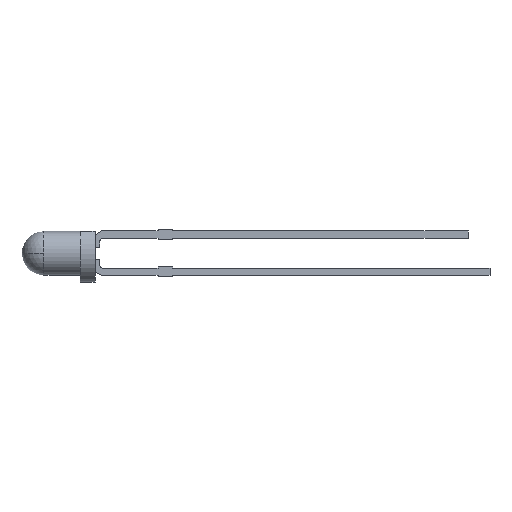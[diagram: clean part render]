
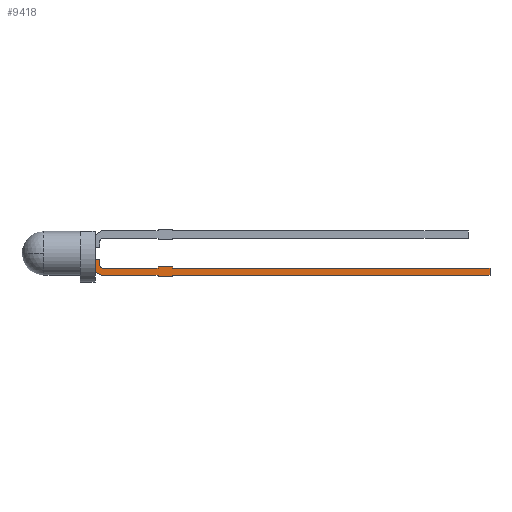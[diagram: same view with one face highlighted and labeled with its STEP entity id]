
A CAD part, left-side view. The second image highlights one B-rep face of the part: STEP entity #9418.
In plain terms, the highlighted planar face has unit normal (-1, 0, 0).
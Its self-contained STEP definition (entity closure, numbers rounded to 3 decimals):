
#2712 = CARTESIAN_POINT ( 'NONE',  ( -0.25, -1.55, -0.77 ) ) ;
#2752 = LINE ( 'NONE', #2753, #6050 ) ;
#2753 = CARTESIAN_POINT ( 'NONE',  ( -0.25, -14.5, -1.02 ) ) ;
#2754 = DIRECTION ( 'NONE',  ( 0., 1., 0. ) ) ;
#2758 = LINE ( 'NONE', #2759, #6052 ) ;
#2759 = CARTESIAN_POINT ( 'NONE',  ( -0.25, -28., -21.293 ) ) ;
#2760 = DIRECTION ( 'NONE',  ( 0., 0., -1. ) ) ;
#2764 = LINE ( 'NONE', #2765, #6054 ) ;
#2765 = CARTESIAN_POINT ( 'NONE',  ( -0.25, -14.5, -1.52 ) ) ;
#2766 = DIRECTION ( 'NONE',  ( 0., -1., 0. ) ) ;
#2776 = LINE ( 'NONE', #2777, #6058 ) ;
#2777 = CARTESIAN_POINT ( 'NONE',  ( -0.25, -5.3, -1.62 ) ) ;
#2778 = DIRECTION ( 'NONE',  ( 0., 0., 1. ) ) ;
#2779 = LINE ( 'NONE', #2780, #6059 ) ;
#2780 = CARTESIAN_POINT ( 'NONE',  ( -0.25, -5.3, -1.62 ) ) ;
#2781 = DIRECTION ( 'NONE',  ( 0., -1., 0. ) ) ;
#2782 = LINE ( 'NONE', #2783, #6060 ) ;
#2783 = CARTESIAN_POINT ( 'NONE',  ( -0.25, -6.3, -1.62 ) ) ;
#2784 = DIRECTION ( 'NONE',  ( 0., 0., 1. ) ) ;
#2785 = LINE ( 'NONE', #2786, #6061 ) ;
#2786 = CARTESIAN_POINT ( 'NONE',  ( -0.25, -6.3, -1.62 ) ) ;
#2787 = DIRECTION ( 'NONE',  ( 0., 0., 1. ) ) ;
#2788 = LINE ( 'NONE', #2789, #6062 ) ;
#2789 = CARTESIAN_POINT ( 'NONE',  ( -0.25, -5.3, -0.92 ) ) ;
#2790 = DIRECTION ( 'NONE',  ( 0., -1., 0. ) ) ;
#2791 = LINE ( 'NONE', #2792, #6064 ) ;
#2792 = CARTESIAN_POINT ( 'NONE',  ( -0.25, -5.3, -1.62 ) ) ;
#2793 = DIRECTION ( 'NONE',  ( 0., 0., 1. ) ) ;
#2794 = LINE ( 'NONE', #2795, #6066 ) ;
#2795 = CARTESIAN_POINT ( 'NONE',  ( -0.25, -14.5, -1.02 ) ) ;
#2796 = DIRECTION ( 'NONE',  ( 0., 1., 0. ) ) ;
#2797 = DIRECTION ( 'NONE',  ( 1., 0., 0. ) ) ;
#2798 = DIRECTION ( 'NONE',  ( 0., 0., -1. ) ) ;
#2800 = LINE ( 'NONE', #2801, #6067 ) ;
#2801 = CARTESIAN_POINT ( 'NONE',  ( -0.25, -1.3, -21.293 ) ) ;
#2802 = DIRECTION ( 'NONE',  ( 0., 0., 1. ) ) ;
#2803 = LINE ( 'NONE', #2804, #6068 ) ;
#2804 = CARTESIAN_POINT ( 'NONE',  ( -0.25, -14.5, -0.42 ) ) ;
#2805 = DIRECTION ( 'NONE',  ( 0., 1., 0. ) ) ;
#2806 = LINE ( 'NONE', #2807, #6069 ) ;
#2807 = CARTESIAN_POINT ( 'NONE',  ( -0.25, -1., -21.293 ) ) ;
#2808 = DIRECTION ( 'NONE',  ( 0., 0., -1. ) ) ;
#2809 = LINE ( 'NONE', #2810, #6070 ) ;
#2810 = CARTESIAN_POINT ( 'NONE',  ( -0.25, -19.795, -12.121 ) ) ;
#2811 = DIRECTION ( 'NONE',  ( 0., -0.866, -0.5 ) ) ;
#4186 = PLANE ( 'NONE',  #4375 ) ;
#4187 = CARTESIAN_POINT ( 'NONE',  ( -0.25, -14.5, -21.293 ) ) ;
#4188 = DIRECTION ( 'NONE',  ( 1., 0., 0. ) ) ;
#4189 = DIRECTION ( 'NONE',  ( 0., 0., -1. ) ) ;
#4358 = FACE_OUTER_BOUND ( 'NONE', #8103, .T. ) ;
#4375 = AXIS2_PLACEMENT_3D ( 'NONE', #4187, #4188, #4189 ) ;
#5780 = CARTESIAN_POINT ( 'NONE',  ( -0.25, -6.3, -1.52 ) ) ;
#5781 = CARTESIAN_POINT ( 'NONE',  ( -0.25, -28., -1.52 ) ) ;
#5786 = CARTESIAN_POINT ( 'NONE',  ( -0.25, -6.3, -1.02 ) ) ;
#5787 = CARTESIAN_POINT ( 'NONE',  ( -0.25, -28., -1.02 ) ) ;
#5788 = CARTESIAN_POINT ( 'NONE',  ( -0.25, -5.3, -1.52 ) ) ;
#5790 = CARTESIAN_POINT ( 'NONE',  ( -0.25, -1.433, -1.52 ) ) ;
#5792 = CARTESIAN_POINT ( 'NONE',  ( -0.25, -5.3, -1.62 ) ) ;
#5793 = CARTESIAN_POINT ( 'NONE',  ( -0.25, -6.3, -1.62 ) ) ;
#5794 = CARTESIAN_POINT ( 'NONE',  ( -0.25, -6.3, -0.92 ) ) ;
#5795 = CARTESIAN_POINT ( 'NONE',  ( -0.25, -5.3, -0.92 ) ) ;
#5796 = CARTESIAN_POINT ( 'NONE',  ( -0.25, -5.3, -1.02 ) ) ;
#5797 = CARTESIAN_POINT ( 'NONE',  ( -0.25, -1.55, -1.02 ) ) ;
#5798 = CARTESIAN_POINT ( 'NONE',  ( -0.25, -1.3, -0.77 ) ) ;
#5799 = CARTESIAN_POINT ( 'NONE',  ( -0.25, -1.3, -0.42 ) ) ;
#5800 = CARTESIAN_POINT ( 'NONE',  ( -0.25, -1., -0.42 ) ) ;
#5801 = CARTESIAN_POINT ( 'NONE',  ( -0.25, -1., -1.27 ) ) ;
#6050 = VECTOR ( 'NONE', #2754, 1000. ) ;
#6052 = VECTOR ( 'NONE', #2760, 1000. ) ;
#6054 = VECTOR ( 'NONE', #2766, 1000. ) ;
#6058 = VECTOR ( 'NONE', #2778, 1000. ) ;
#6059 = VECTOR ( 'NONE', #2781, 1000. ) ;
#6060 = VECTOR ( 'NONE', #2784, 1000. ) ;
#6061 = VECTOR ( 'NONE', #2787, 1000. ) ;
#6062 = VECTOR ( 'NONE', #2790, 1000. ) ;
#6063 = AXIS2_PLACEMENT_3D ( 'NONE', #2712, #2797, #2798 ) ;
#6064 = VECTOR ( 'NONE', #2793, 1000. ) ;
#6066 = VECTOR ( 'NONE', #2796, 1000. ) ;
#6067 = VECTOR ( 'NONE', #2802, 1000. ) ;
#6068 = VECTOR ( 'NONE', #2805, 1000. ) ;
#6069 = VECTOR ( 'NONE', #2808, 1000. ) ;
#6070 = VECTOR ( 'NONE', #2811, 1000. ) ;
#6391 = LINE ( 'NONE', #6392, #10482 ) ;
#6392 = CARTESIAN_POINT ( 'NONE',  ( -0.25, -14.5, -1.52 ) ) ;
#6393 = DIRECTION ( 'NONE',  ( 0., -1., 0. ) ) ;
#6987 = EDGE_CURVE ( 'NONE', #12836, #12837, #6391, .T. ) ;
#7653 = CIRCLE ( 'NONE', #6063, 0.25 ) ;
#8103 = EDGE_LOOP ( 'NONE', ( #10246, #10248, #10247, #10249, #10250, #10252, #10251, #10253, #10255, #10254, #10256, #10257, #10258, #10259, #10260, #10261 ) ) ;
#9266 = EDGE_CURVE ( 'NONE', #12845, #12843, #2752, .T. ) ;
#9268 = EDGE_CURVE ( 'NONE', #12845, #12837, #2758, .T. ) ;
#9270 = EDGE_CURVE ( 'NONE', #12851, #12847, #2764, .T. ) ;
#9274 = EDGE_CURVE ( 'NONE', #12855, #12847, #2776, .T. ) ;
#9275 = EDGE_CURVE ( 'NONE', #12855, #12857, #2779, .T. ) ;
#9276 = EDGE_CURVE ( 'NONE', #12857, #12836, #2782, .T. ) ;
#9277 = EDGE_CURVE ( 'NONE', #12843, #12859, #2785, .T. ) ;
#9278 = EDGE_CURVE ( 'NONE', #12861, #12859, #2788, .T. ) ;
#9279 = EDGE_CURVE ( 'NONE', #12863, #12861, #2791, .T. ) ;
#9280 = EDGE_CURVE ( 'NONE', #12863, #12864, #2794, .T. ) ;
#9281 = EDGE_CURVE ( 'NONE', #12864, #12865, #7653, .T. ) ;
#9282 = EDGE_CURVE ( 'NONE', #12865, #12867, #2800, .T. ) ;
#9283 = EDGE_CURVE ( 'NONE', #12867, #12868, #2803, .T. ) ;
#9284 = EDGE_CURVE ( 'NONE', #12868, #12869, #2806, .T. ) ;
#9285 = EDGE_CURVE ( 'NONE', #12869, #12851, #2809, .T. ) ;
#9418 = ADVANCED_FACE ( 'NONE', ( #4358 ), #4186, .F. ) ;
#10246 = ORIENTED_EDGE ( 'NONE', *, *, #9270, .T. ) ;
#10247 = ORIENTED_EDGE ( 'NONE', *, *, #9275, .T. ) ;
#10248 = ORIENTED_EDGE ( 'NONE', *, *, #9274, .F. ) ;
#10249 = ORIENTED_EDGE ( 'NONE', *, *, #9276, .T. ) ;
#10250 = ORIENTED_EDGE ( 'NONE', *, *, #6987, .T. ) ;
#10251 = ORIENTED_EDGE ( 'NONE', *, *, #9266, .T. ) ;
#10252 = ORIENTED_EDGE ( 'NONE', *, *, #9268, .F. ) ;
#10253 = ORIENTED_EDGE ( 'NONE', *, *, #9277, .T. ) ;
#10254 = ORIENTED_EDGE ( 'NONE', *, *, #9279, .F. ) ;
#10255 = ORIENTED_EDGE ( 'NONE', *, *, #9278, .F. ) ;
#10256 = ORIENTED_EDGE ( 'NONE', *, *, #9280, .T. ) ;
#10257 = ORIENTED_EDGE ( 'NONE', *, *, #9281, .T. ) ;
#10258 = ORIENTED_EDGE ( 'NONE', *, *, #9282, .T. ) ;
#10259 = ORIENTED_EDGE ( 'NONE', *, *, #9283, .T. ) ;
#10260 = ORIENTED_EDGE ( 'NONE', *, *, #9284, .T. ) ;
#10261 = ORIENTED_EDGE ( 'NONE', *, *, #9285, .T. ) ;
#10482 = VECTOR ( 'NONE', #6393, 1000. ) ;
#12836 = VERTEX_POINT ( 'NONE', #5780 ) ;
#12837 = VERTEX_POINT ( 'NONE', #5781 ) ;
#12843 = VERTEX_POINT ( 'NONE', #5786 ) ;
#12845 = VERTEX_POINT ( 'NONE', #5787 ) ;
#12847 = VERTEX_POINT ( 'NONE', #5788 ) ;
#12851 = VERTEX_POINT ( 'NONE', #5790 ) ;
#12855 = VERTEX_POINT ( 'NONE', #5792 ) ;
#12857 = VERTEX_POINT ( 'NONE', #5793 ) ;
#12859 = VERTEX_POINT ( 'NONE', #5794 ) ;
#12861 = VERTEX_POINT ( 'NONE', #5795 ) ;
#12863 = VERTEX_POINT ( 'NONE', #5796 ) ;
#12864 = VERTEX_POINT ( 'NONE', #5797 ) ;
#12865 = VERTEX_POINT ( 'NONE', #5798 ) ;
#12867 = VERTEX_POINT ( 'NONE', #5799 ) ;
#12868 = VERTEX_POINT ( 'NONE', #5800 ) ;
#12869 = VERTEX_POINT ( 'NONE', #5801 ) ;
